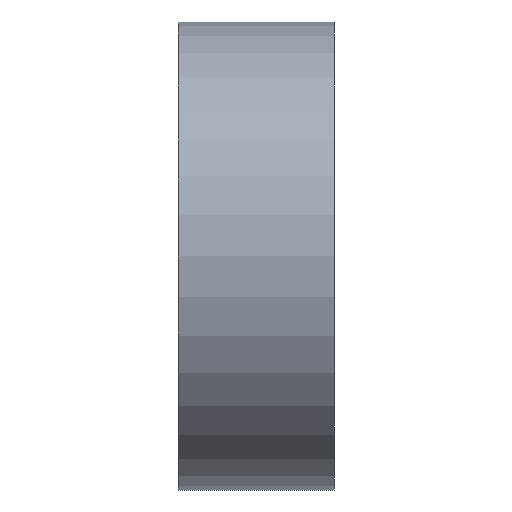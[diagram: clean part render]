
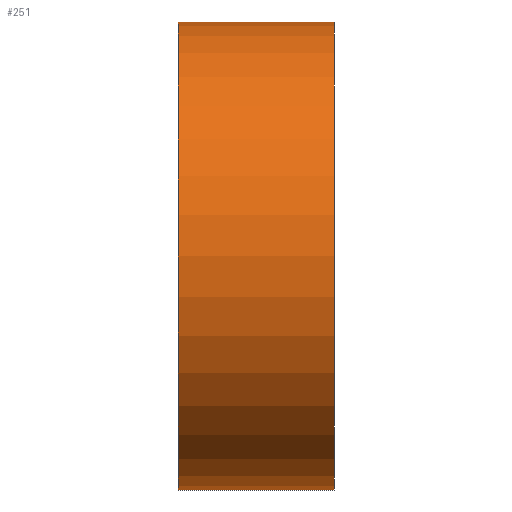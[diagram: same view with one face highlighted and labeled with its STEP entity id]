
A CAD part, left-side view. The second image highlights one B-rep face of the part: STEP entity #251.
In plain terms, the highlighted cylindrical face has radius 9 mm (diameter 18 mm), a full revolution.
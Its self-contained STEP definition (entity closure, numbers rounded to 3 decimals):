
#28=CYLINDRICAL_SURFACE('',#285,9.);
#35=FACE_OUTER_BOUND('',#51,.T.);
#51=EDGE_LOOP('',(#185,#186,#187,#188,#189,#190,#191));
#72=CIRCLE('',#286,9.);
#73=CIRCLE('',#287,9.);
#74=CIRCLE('',#288,9.);
#89=LINE('',#417,#107);
#90=LINE('',#420,#108);
#91=LINE('',#423,#109);
#107=VECTOR('',#332,9.);
#108=VECTOR('',#335,10.);
#109=VECTOR('',#338,10.);
#127=VERTEX_POINT('',#413);
#128=VERTEX_POINT('',#414);
#129=VERTEX_POINT('',#416);
#130=VERTEX_POINT('',#419);
#131=VERTEX_POINT('',#421);
#150=EDGE_CURVE('',#127,#128,#72,.T.);
#151=EDGE_CURVE('',#128,#129,#89,.T.);
#152=EDGE_CURVE('',#129,#129,#73,.T.);
#153=EDGE_CURVE('',#130,#128,#90,.T.);
#154=EDGE_CURVE('',#131,#130,#74,.T.);
#155=EDGE_CURVE('',#127,#131,#91,.T.);
#185=ORIENTED_EDGE('',*,*,#150,.T.);
#186=ORIENTED_EDGE('',*,*,#151,.T.);
#187=ORIENTED_EDGE('',*,*,#152,.T.);
#188=ORIENTED_EDGE('',*,*,#151,.F.);
#189=ORIENTED_EDGE('',*,*,#153,.F.);
#190=ORIENTED_EDGE('',*,*,#154,.F.);
#191=ORIENTED_EDGE('',*,*,#155,.F.);
#251=ADVANCED_FACE('',(#35),#28,.T.);
#285=AXIS2_PLACEMENT_3D('',#412,#328,#329);
#286=AXIS2_PLACEMENT_3D('',#415,#330,#331);
#287=AXIS2_PLACEMENT_3D('',#418,#333,#334);
#288=AXIS2_PLACEMENT_3D('',#422,#336,#337);
#328=DIRECTION('center_axis',(0.,-1.,0.));
#329=DIRECTION('ref_axis',(0.,0.,1.));
#330=DIRECTION('center_axis',(0.,1.,0.));
#331=DIRECTION('ref_axis',(0.,0.,1.));
#332=DIRECTION('',(0.,1.,0.));
#333=DIRECTION('center_axis',(0.,-1.,0.));
#334=DIRECTION('ref_axis',(0.,0.,1.));
#335=DIRECTION('',(0.,1.,0.));
#336=DIRECTION('center_axis',(0.,-1.,0.));
#337=DIRECTION('ref_axis',(0.,0.,1.));
#338=DIRECTION('',(0.,-1.,0.));
#412=CARTESIAN_POINT('Origin',(0.,0.,0.));
#413=CARTESIAN_POINT('',(0.,0.,9.));
#414=CARTESIAN_POINT('',(0.,0.,-9.));
#415=CARTESIAN_POINT('Origin',(0.,0.,0.));
#416=CARTESIAN_POINT('',(0.,3.,-9.));
#417=CARTESIAN_POINT('',(0.,0.,-9.));
#418=CARTESIAN_POINT('Origin',(0.,3.,0.));
#419=CARTESIAN_POINT('',(0.,-3.,-9.));
#420=CARTESIAN_POINT('',(0.,3.,-9.));
#421=CARTESIAN_POINT('',(0.,-3.,9.));
#422=CARTESIAN_POINT('Origin',(0.,-3.,0.));
#423=CARTESIAN_POINT('',(0.,3.,9.));
